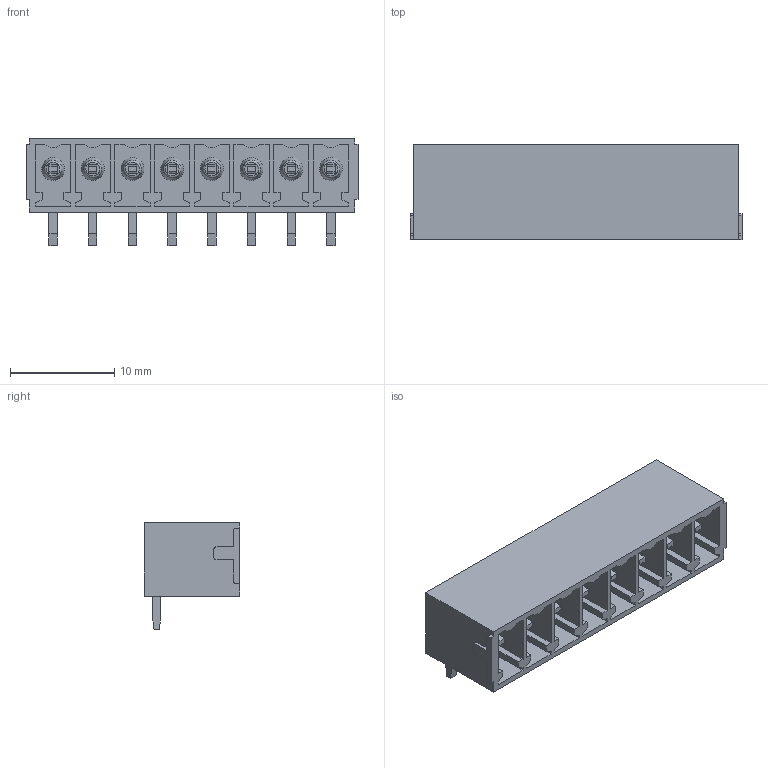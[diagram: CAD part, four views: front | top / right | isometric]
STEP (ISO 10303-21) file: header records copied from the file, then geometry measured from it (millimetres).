
FILE_DESCRIPTION(('CATIA V5 STEP Exchange','CAx-IF Rec.Pracs.--- Model Styling and Organization---1.2---2011-12-15'),'2;1');
FILE_NAME ('D1447413_0', '2018-10-12T04:15:12+00:00', ('none'), ('Weidmueller'), 'CATIA Version 5-6 Release 2014', 'CATIA V5 STEP AP214', 'none');
FILE_SCHEMA(('AUTOMOTIVE_DESIGN { 1 0 10303 214 1 1 1 1 }'));
Length unit declared in the file: millimetre
Products named in the file (1): 1037560000
Bounding box: 31.87 x 9.2 x 10.3 mm (x, y, z)
Volume: 883.7 mm3; surface area: 3010.1 mm2
Topology: 9 solids, 9 shells, 538 faces, 1496 edges, 992 vertices
Faces by surface type: plane 474, cylinder 32, cone 16, torus 16
Entity records: 15895 total; most frequent: ORIENTED_EDGE 2992, CARTESIAN_POINT 2829, DIRECTION 2176, EDGE_CURVE 1496, VECTOR 1368, LINE 1368, VERTEX_POINT 992, EDGE_LOOP 570
